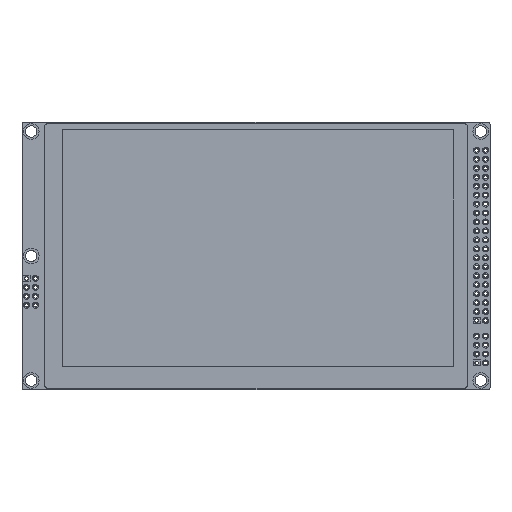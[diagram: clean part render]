
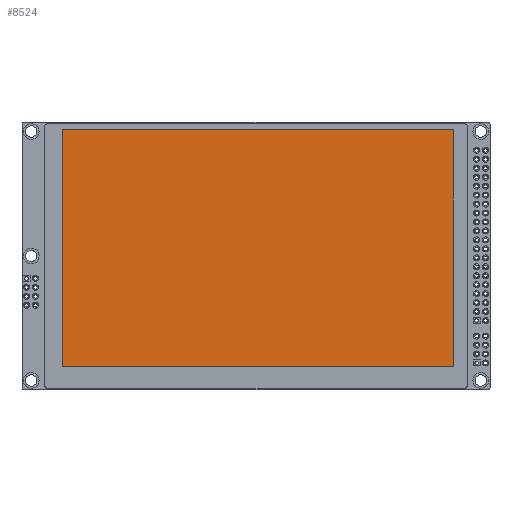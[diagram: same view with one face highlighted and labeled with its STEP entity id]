
A CAD part, top view. The second image highlights one B-rep face of the part: STEP entity #8524.
In plain terms, the highlighted planar face has unit normal (0, 0, 1).
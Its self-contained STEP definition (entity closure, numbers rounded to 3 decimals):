
#119 = ORIENTED_EDGE ( 'NONE', *, *, #42789, .T. ) ;
#800 = CARTESIAN_POINT ( 'NONE',  ( -55., -31.4, 5. ) ) ;
#2650 = CARTESIAN_POINT ( 'NONE',  ( -55., 35.8, 5. ) ) ;
#5898 = PLANE ( 'NONE',  #32479 ) ;
#6215 = CARTESIAN_POINT ( 'NONE',  ( 56., 35.8, 5. ) ) ;
#7405 = CARTESIAN_POINT ( 'NONE',  ( -55., 35.8, 5. ) ) ;
#8524 = ADVANCED_FACE ( 'NONE', ( #8676 ), #5898, .T. ) ;
#8676 = FACE_OUTER_BOUND ( 'NONE', #44621, .T. ) ;
#10000 = DIRECTION ( 'NONE',  ( 0., 1., 0. ) ) ;
#10753 = CARTESIAN_POINT ( 'NONE',  ( 0., 0., 5. ) ) ;
#12307 = CARTESIAN_POINT ( 'NONE',  ( -55., -31.4, 5. ) ) ;
#13345 = ORIENTED_EDGE ( 'NONE', *, *, #20198, .T. ) ;
#14888 = DIRECTION ( 'NONE',  ( 1., 0., 0. ) ) ;
#17219 = ORIENTED_EDGE ( 'NONE', *, *, #28680, .T. ) ;
#17444 = CARTESIAN_POINT ( 'NONE',  ( 56., -31.4, 5. ) ) ;
#18210 = LINE ( 'NONE', #6215, #38726 ) ;
#18657 = VECTOR ( 'NONE', #40072, 1000. ) ;
#19704 = VERTEX_POINT ( 'NONE', #24842 ) ;
#20198 = EDGE_CURVE ( 'NONE', #32269, #19704, #18210, .T. ) ;
#23361 = LINE ( 'NONE', #12307, #45216 ) ;
#24842 = CARTESIAN_POINT ( 'NONE',  ( 56., 35.8, 5. ) ) ;
#28680 = EDGE_CURVE ( 'NONE', #19704, #47580, #50111, .T. ) ;
#31234 = DIRECTION ( 'NONE',  ( 0., -1., 0. ) ) ;
#32269 = VERTEX_POINT ( 'NONE', #17444 ) ;
#32479 = AXIS2_PLACEMENT_3D ( 'NONE', #10753, #39455, #14888 ) ;
#32889 = DIRECTION ( 'NONE',  ( 1., 0., 0. ) ) ;
#33307 = LINE ( 'NONE', #2650, #45496 ) ;
#35046 = ORIENTED_EDGE ( 'NONE', *, *, #35374, .T. ) ;
#35374 = EDGE_CURVE ( 'NONE', #47580, #39561, #33307, .T. ) ;
#37294 = CARTESIAN_POINT ( 'NONE',  ( -55., 35.8, 5. ) ) ;
#38726 = VECTOR ( 'NONE', #10000, 1000. ) ;
#39455 = DIRECTION ( 'NONE',  ( 0., 0., 1. ) ) ;
#39561 = VERTEX_POINT ( 'NONE', #800 ) ;
#40072 = DIRECTION ( 'NONE',  ( -1., 0., 0. ) ) ;
#42789 = EDGE_CURVE ( 'NONE', #39561, #32269, #23361, .T. ) ;
#44621 = EDGE_LOOP ( 'NONE', ( #35046, #119, #13345, #17219 ) ) ;
#45216 = VECTOR ( 'NONE', #32889, 1000. ) ;
#45496 = VECTOR ( 'NONE', #31234, 1000. ) ;
#47580 = VERTEX_POINT ( 'NONE', #37294 ) ;
#50111 = LINE ( 'NONE', #7405, #18657 ) ;
